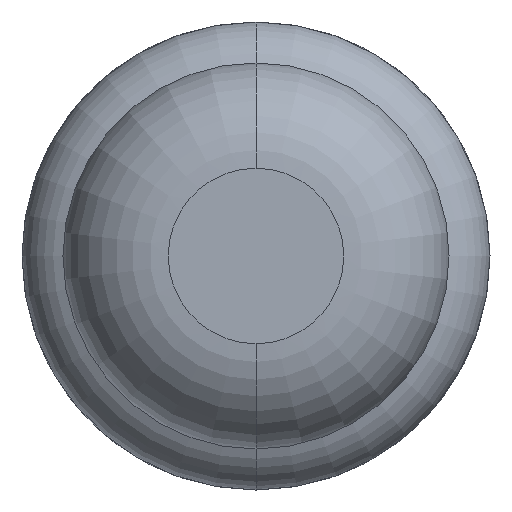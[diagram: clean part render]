
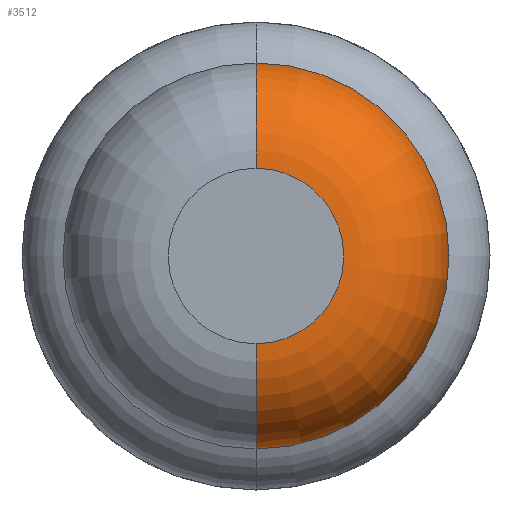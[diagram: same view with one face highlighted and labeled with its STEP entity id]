
A CAD part, front view. The second image highlights one B-rep face of the part: STEP entity #3512.
In plain terms, the highlighted toroidal (fillet/blend) face has major radius 0.375 mm and minor radius 0.45 mm.
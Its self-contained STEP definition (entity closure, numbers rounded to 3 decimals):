
#52 = ORIENTED_EDGE ( 'NONE', *, *, #4224, .F. ) ;
#175 = AXIS2_PLACEMENT_3D ( 'NONE', #5148, #5558, #4709 ) ;
#235 = DIRECTION ( 'NONE',  ( 0., 0., 1. ) ) ;
#251 = DIRECTION ( 'NONE',  ( 0., 1., 0. ) ) ;
#617 = EDGE_LOOP ( 'NONE', ( #2907, #767, #52, #5221 ) ) ;
#747 = CARTESIAN_POINT ( 'NONE',  ( 0., -23.55, -0.375 ) ) ;
#767 = ORIENTED_EDGE ( 'NONE', *, *, #3887, .T. ) ;
#841 = CARTESIAN_POINT ( 'NONE',  ( 0., -23.55, 0.825 ) ) ;
#1207 = CARTESIAN_POINT ( 'NONE',  ( 0., -23.55, 0. ) ) ;
#1504 = DIRECTION ( 'NONE',  ( 0., 1., 0. ) ) ;
#1522 = DIRECTION ( 'NONE',  ( 0., 0., 1. ) ) ;
#1572 = CARTESIAN_POINT ( 'NONE',  ( 0., -24., -0.375 ) ) ;
#1675 = AXIS2_PLACEMENT_3D ( 'NONE', #1207, #251, #235 ) ;
#1777 = TOROIDAL_SURFACE ( 'NONE', #1675, 0.375, 0.45 ) ;
#2130 = CIRCLE ( 'NONE', #4589, 0.825 ) ;
#2228 = EDGE_CURVE ( 'NONE', #4045, #4028, #3206, .T. ) ;
#2327 = CIRCLE ( 'NONE', #3828, 0.375 ) ;
#2654 = AXIS2_PLACEMENT_3D ( 'NONE', #747, #3919, #3012 ) ;
#2907 = ORIENTED_EDGE ( 'NONE', *, *, #3847, .T. ) ;
#3012 = DIRECTION ( 'NONE',  ( 0., 0., -1. ) ) ;
#3031 = DIRECTION ( 'NONE',  ( 0., 1., 0. ) ) ;
#3206 = CIRCLE ( 'NONE', #175, 0.45 ) ;
#3512 = ADVANCED_FACE ( 'Defeature ausgef�hrt1_6', ( #5037 ), #1777, .T. ) ;
#3828 = AXIS2_PLACEMENT_3D ( 'NONE', #5740, #3031, #4800 ) ;
#3847 = EDGE_CURVE ( 'Defeature ausgef�hrt1_6+Defeature ausgef�hrt1_5+Defeature ausgef�hrt1_5+Defeature ausgef�hrt1_5', #4045, #5028, #2327, .T. ) ;
#3865 = CARTESIAN_POINT ( 'NONE',  ( 0., -23.55, 0. ) ) ;
#3887 = EDGE_CURVE ( 'NONE', #5028, #5021, #4160, .T. ) ;
#3919 = DIRECTION ( 'NONE',  ( 1., 0., 0. ) ) ;
#4028 = VERTEX_POINT ( 'NONE', #841 ) ;
#4045 = VERTEX_POINT ( 'NONE', #5437 ) ;
#4160 = CIRCLE ( 'NONE', #2654, 0.45 ) ;
#4224 = EDGE_CURVE ( 'Defeature ausgef�hrt1_7+Defeature ausgef�hrt1_6+Defeature ausgef�hrt1_6+Defeature ausgef�hrt1_6', #4028, #5021, #2130, .T. ) ;
#4247 = CARTESIAN_POINT ( 'NONE',  ( 0., -23.55, -0.825 ) ) ;
#4589 = AXIS2_PLACEMENT_3D ( 'NONE', #3865, #1504, #1522 ) ;
#4709 = DIRECTION ( 'NONE',  ( 0., 0., 1. ) ) ;
#4800 = DIRECTION ( 'NONE',  ( 0., 0., 1. ) ) ;
#5021 = VERTEX_POINT ( 'NONE', #4247 ) ;
#5028 = VERTEX_POINT ( 'NONE', #1572 ) ;
#5037 = FACE_OUTER_BOUND ( 'NONE', #617, .T. ) ;
#5148 = CARTESIAN_POINT ( 'NONE',  ( 0., -23.55, 0.375 ) ) ;
#5221 = ORIENTED_EDGE ( 'NONE', *, *, #2228, .F. ) ;
#5437 = CARTESIAN_POINT ( 'NONE',  ( 0., -24., 0.375 ) ) ;
#5558 = DIRECTION ( 'NONE',  ( -1., 0., 0. ) ) ;
#5740 = CARTESIAN_POINT ( 'NONE',  ( 0., -24., 0. ) ) ;
